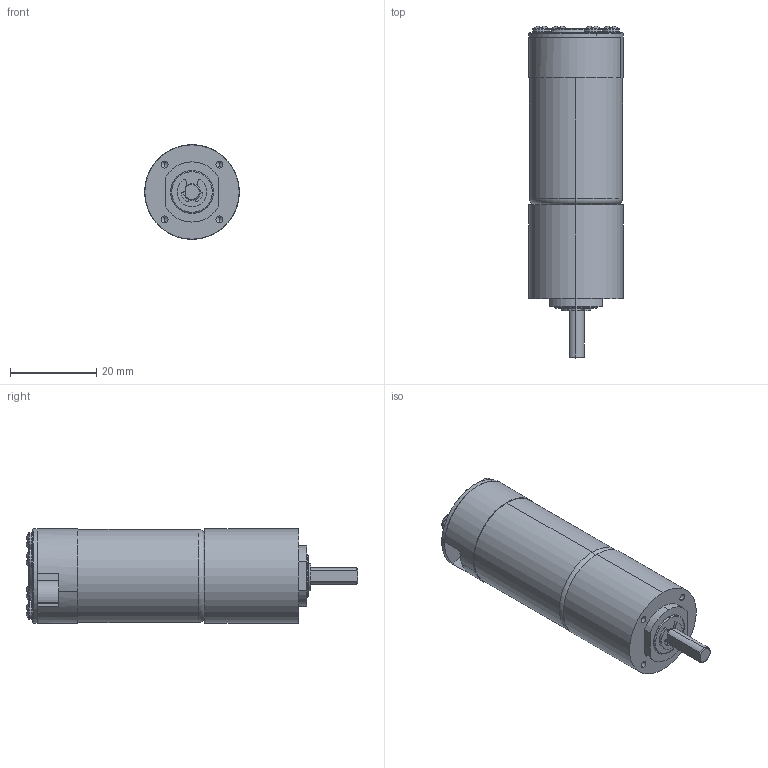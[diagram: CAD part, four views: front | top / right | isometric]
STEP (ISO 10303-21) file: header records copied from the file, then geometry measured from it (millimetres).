
FILE_DESCRIPTION (( 'STEP AP203' ), '1' );
FILE_NAME ('638372 280RPM planetary with encoder assembly.STEP', '2015-11-13T19:36:05', ( 'Kyle' ), ( 'Microsoft' ), 'SwSTEP 2.0', 'SolidWorks 2014', '' );
FILE_SCHEMA (( 'CONFIG_CONTROL_DESIGN' ));
Length unit declared in the file: inch
Products named in the file (7): small planetary motor encoder case back; 92000A010 M2 x 3mm pan_92000A010; encoder assembly; 638364 280RPM planetary; 638372 280RPM planetary with encoder assembly; snap ring on small planetary shaft_98543A103; small planetary motor encoder case
Assembly tree (9 placements, depth 3):
  638372 280RPM planetary with encoder assembly
    638364 280RPM planetary
    snap ring on small planetary shaft_98543A103
    encoder assembly
      small planetary motor encoder case
      small planetary motor encoder case back
      92000A010 M2 x 3mm pan_92000A010  x4
Bounding box: 21.92 x 77.05 x 21.92 mm (x, y, z)
Volume: 22068.1 mm3; surface area: 7851.5 mm2
Topology: 8 solids, 8 shells, 444 faces, 1206 edges, 788 vertices
Faces by surface type: cylinder 237, plane 114, cone 47, torus 26, bspline 12, sphere 8
Entity records: 8235 total; most frequent: CARTESIAN_POINT 2140, DIRECTION 1153, ORIENTED_EDGE 1106, EDGE_CURVE 553, AXIS2_PLACEMENT_3D 467, VERTEX_POINT 362, EDGE_LOOP 251, CIRCLE 241
